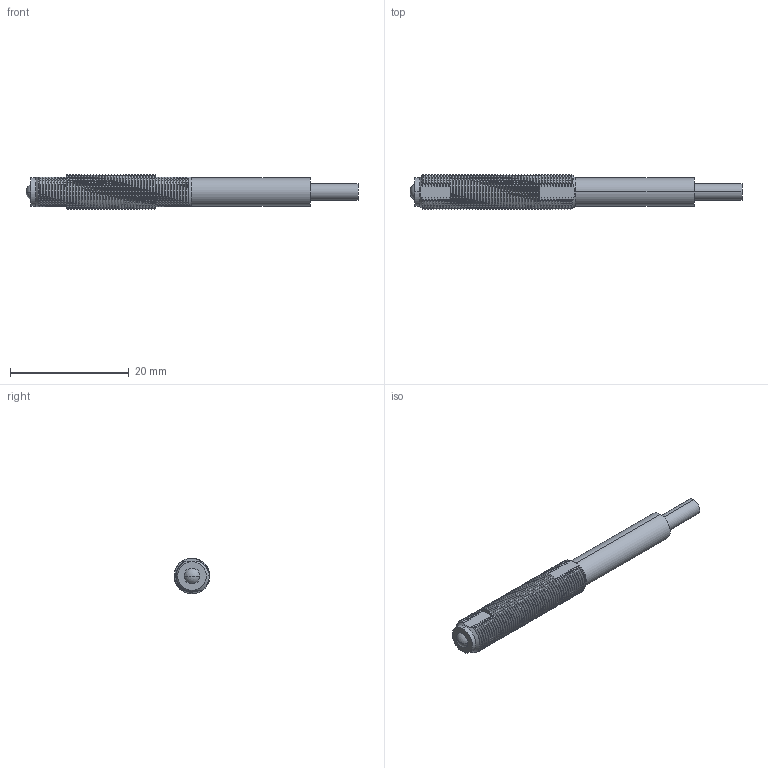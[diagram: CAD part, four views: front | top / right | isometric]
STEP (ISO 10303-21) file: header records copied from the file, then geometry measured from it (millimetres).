
FILE_DESCRIPTION(('STEP AP203'),'1');
FILE_NAME('BP060A-HT1.stp','2016-06-08T23:42:18',(' '),(' '),'Spatial InterOp 3D',' ',' ');
FILE_SCHEMA(('CONFIG_CONTROL_DESIGN'));
Length unit declared in the file: millimetre
Products named in the file (1): 1
Bounding box: 55.8 x 6 x 6 mm (x, y, z)
Volume: 1073.8 mm3; surface area: 1207.8 mm2
Topology: 1 solids, 1 shells, 254 faces, 750 edges, 498 vertices
Faces by surface type: bspline 129, cylinder 107, plane 11, cone 5, sphere 2
Entity records: 65125 total; most frequent: CARTESIAN_POINT 60235, ORIENTED_EDGE 1496, EDGE_CURVE 748, VERTEX_POINT 498, DIRECTION 449, B_SPLINE_CURVE_WITH_KNOTS 282, EDGE_LOOP 256, ADVANCED_FACE 254
